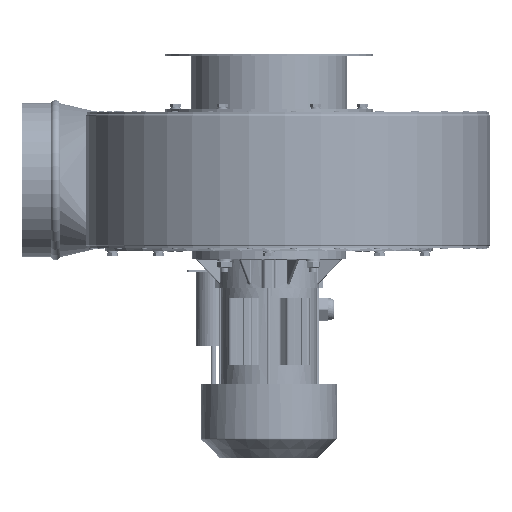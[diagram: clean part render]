
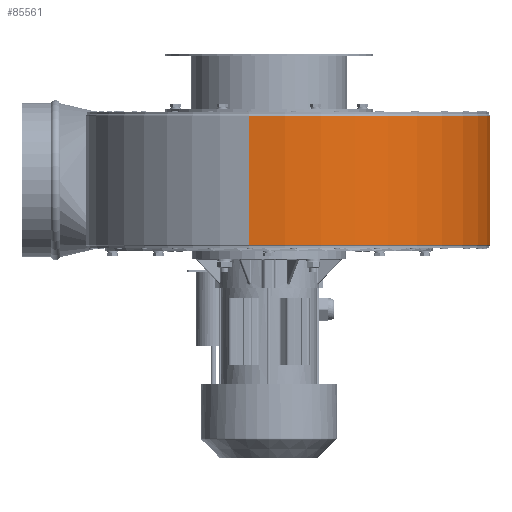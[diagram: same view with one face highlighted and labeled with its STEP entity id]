
A CAD part, front view. The second image highlights one B-rep face of the part: STEP entity #85561.
In plain terms, the highlighted cylindrical face has radius 218.7 mm (diameter 437.4 mm), a partial arc.
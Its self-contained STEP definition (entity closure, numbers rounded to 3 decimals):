
#11661=FACE_OUTER_BOUND('',#17114,.T.);
#17114=EDGE_LOOP('',(#72225,#72226,#72227,#72228));
#23597=LINE('',#152255,#29965);
#23598=LINE('',#152259,#29966);
#29965=VECTOR('',#109177,10.);
#29966=VECTOR('',#109182,10.);
#32856=CIRCLE('',#91645,218.7);
#32865=CIRCLE('',#91662,218.7);
#39834=VERTEX_POINT('',#152216);
#39836=VERTEX_POINT('',#152222);
#39844=VERTEX_POINT('',#152254);
#39845=VERTEX_POINT('',#152258);
#50810=EDGE_CURVE('',#39834,#39836,#32856,.T.);
#50825=EDGE_CURVE('',#39844,#39836,#23597,.T.);
#50827=EDGE_CURVE('',#39845,#39834,#23598,.T.);
#50828=EDGE_CURVE('',#39844,#39845,#32865,.T.);
#72225=ORIENTED_EDGE('',*,*,#50810,.F.);
#72226=ORIENTED_EDGE('',*,*,#50827,.F.);
#72227=ORIENTED_EDGE('',*,*,#50828,.F.);
#72228=ORIENTED_EDGE('',*,*,#50825,.T.);
#76373=CYLINDRICAL_SURFACE('',#91661,218.7);
#85561=ADVANCED_FACE('',(#11661),#76373,.T.);
#91645=AXIS2_PLACEMENT_3D('',#152226,#109140,#109141);
#91661=AXIS2_PLACEMENT_3D('',#152257,#109180,#109181);
#91662=AXIS2_PLACEMENT_3D('',#152260,#109183,#109184);
#109140=DIRECTION('center_axis',(0.,0.,-1.));
#109141=DIRECTION('ref_axis',(0.655,-0.756,0.));
#109177=DIRECTION('',(0.,0.,-1.));
#109180=DIRECTION('center_axis',(0.,0.,-1.));
#109181=DIRECTION('ref_axis',(0.143,0.99,0.));
#109182=DIRECTION('',(0.,0.,-1.));
#109183=DIRECTION('center_axis',(0.,0.,1.));
#109184=DIRECTION('ref_axis',(0.655,-0.756,0.));
#152216=CARTESIAN_POINT('',(229.2,13.4,3.875));
#152222=CARTESIAN_POINT('',(-20.741,-203.057,3.875));
#152226=CARTESIAN_POINT('Origin',(10.5,13.4,3.875));
#152254=CARTESIAN_POINT('',(-20.741,-203.057,137.125));
#152255=CARTESIAN_POINT('',(-20.741,-203.057,139.));
#152257=CARTESIAN_POINT('Origin',(10.5,13.4,70.5));
#152258=CARTESIAN_POINT('',(229.2,13.4,137.125));
#152259=CARTESIAN_POINT('',(229.2,13.4,139.));
#152260=CARTESIAN_POINT('Origin',(10.5,13.4,137.125));
